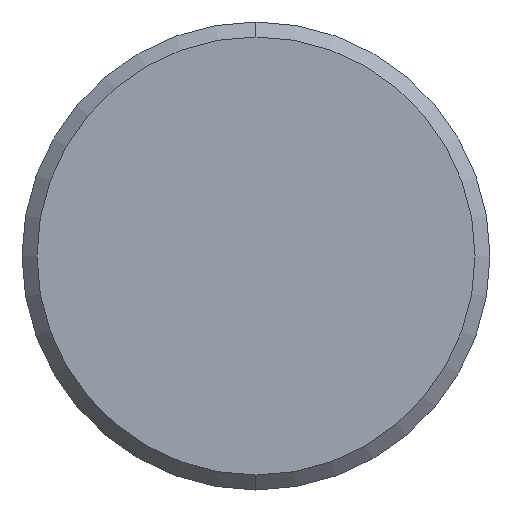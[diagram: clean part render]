
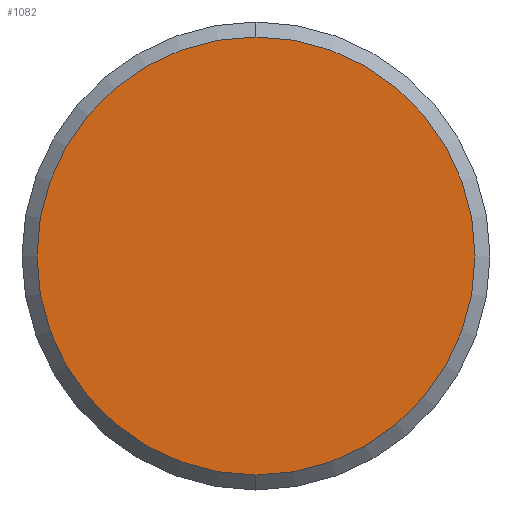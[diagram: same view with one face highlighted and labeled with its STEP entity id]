
A CAD part, left-side view. The second image highlights one B-rep face of the part: STEP entity #1082.
In plain terms, the highlighted planar face has unit normal (-1, 0, 0).
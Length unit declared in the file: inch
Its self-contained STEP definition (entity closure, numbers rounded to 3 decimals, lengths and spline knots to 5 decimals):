
#2 = CARTESIAN_POINT ( 'NONE',  ( 0., 0., 0.2925 ) ) ;
#3 = CARTESIAN_POINT ( 'NONE',  ( 0., 0., 0. ) ) ;
#62 = VERTEX_POINT ( 'NONE', #2 ) ;
#87 = AXIS2_PLACEMENT_3D ( 'NONE', #3, #738, #103 ) ;
#103 = DIRECTION ( 'NONE',  ( 0., 0., -1. ) ) ;
#214 = DIRECTION ( 'NONE',  ( -1., 0., 0. ) ) ;
#338 = CIRCLE ( 'NONE', #656, 0.2925 ) ;
#359 = CARTESIAN_POINT ( 'NONE',  ( 0., 0., 0. ) ) ;
#420 = PLANE ( 'NONE',  #1247 ) ;
#460 = DIRECTION ( 'NONE',  ( 0., 0., -1. ) ) ;
#490 = EDGE_CURVE ( 'NONE', #688, #62, #545, .T. ) ;
#545 = CIRCLE ( 'NONE', #87, 0.2925 ) ;
#656 = AXIS2_PLACEMENT_3D ( 'NONE', #359, #1108, #460 ) ;
#688 = VERTEX_POINT ( 'NONE', #783 ) ;
#738 = DIRECTION ( 'NONE',  ( 1., 0., 0. ) ) ;
#783 = CARTESIAN_POINT ( 'NONE',  ( 0., 0., -0.2925 ) ) ;
#895 = FACE_OUTER_BOUND ( 'NONE', #1270, .T. ) ;
#965 = DIRECTION ( 'NONE',  ( 0., 0., 1. ) ) ;
#985 = ORIENTED_EDGE ( 'NONE', *, *, #1265, .F. ) ;
#1082 = ADVANCED_FACE ( 'NONE', ( #895 ), #420, .T. ) ;
#1108 = DIRECTION ( 'NONE',  ( 1., 0., 0. ) ) ;
#1247 = AXIS2_PLACEMENT_3D ( 'NONE', #1266, #214, #965 ) ;
#1265 = EDGE_CURVE ( 'NONE', #62, #688, #338, .T. ) ;
#1266 = CARTESIAN_POINT ( 'NONE',  ( 0., 0.3125, 0. ) ) ;
#1270 = EDGE_LOOP ( 'NONE', ( #1314, #985 ) ) ;
#1314 = ORIENTED_EDGE ( 'NONE', *, *, #490, .F. ) ;
